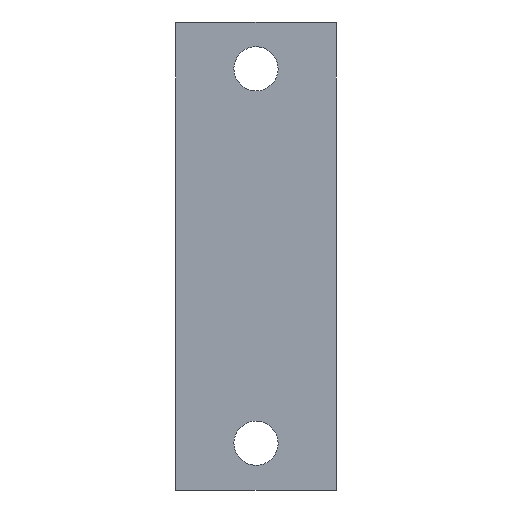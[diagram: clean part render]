
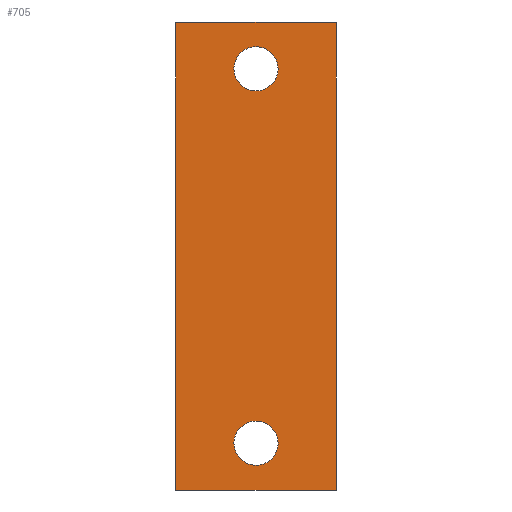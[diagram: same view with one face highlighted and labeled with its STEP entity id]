
A CAD part, front view. The second image highlights one B-rep face of the part: STEP entity #705.
In plain terms, the highlighted free-form (B-spline) face has degree [1, 1] with [2, 2] control points.
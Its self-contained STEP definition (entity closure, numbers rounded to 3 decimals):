
#378 = VERTEX_POINT('',#379);
#379 = CARTESIAN_POINT('',(0.,0.,-32.559));
#386 = VERTEX_POINT('',#387);
#387 = CARTESIAN_POINT('',(0.,0.,-41.259));
#392 = EDGE_CURVE('',#386,#378,#393,.T.);
#393 = ( BOUNDED_CURVE() B_SPLINE_CURVE(2,(#394,#395,#396,#397,#398),
.UNSPECIFIED.,.F.,.F.) B_SPLINE_CURVE_WITH_KNOTS((3,2,3),(3.142,
4.712,6.283),.PIECEWISE_BEZIER_KNOTS.) CURVE() 
GEOMETRIC_REPRESENTATION_ITEM() RATIONAL_B_SPLINE_CURVE((1.,
0.707,1.,0.707,1.)) REPRESENTATION_ITEM('') );
#394 = CARTESIAN_POINT('',(0.,0.,-41.259));
#395 = CARTESIAN_POINT('',(-4.35,0.,-41.259));
#396 = CARTESIAN_POINT('',(-4.35,0.,-36.909));
#397 = CARTESIAN_POINT('',(-4.35,0.,-32.559));
#398 = CARTESIAN_POINT('',(0.,0.,-32.559));
#415 = VERTEX_POINT('',#416);
#416 = CARTESIAN_POINT('',(0.,0.,41.259));
#423 = VERTEX_POINT('',#424);
#424 = CARTESIAN_POINT('',(0.,0.,32.559));
#429 = EDGE_CURVE('',#423,#415,#430,.T.);
#430 = ( BOUNDED_CURVE() B_SPLINE_CURVE(2,(#431,#432,#433,#434,#435),
.UNSPECIFIED.,.F.,.F.) B_SPLINE_CURVE_WITH_KNOTS((3,2,3),(3.142,
4.712,6.283),.PIECEWISE_BEZIER_KNOTS.) CURVE() 
GEOMETRIC_REPRESENTATION_ITEM() RATIONAL_B_SPLINE_CURVE((1.,
0.707,1.,0.707,1.)) REPRESENTATION_ITEM('') );
#431 = CARTESIAN_POINT('',(0.,0.,32.559));
#432 = CARTESIAN_POINT('',(-4.35,0.,32.559));
#433 = CARTESIAN_POINT('',(-4.35,0.,36.909));
#434 = CARTESIAN_POINT('',(-4.35,0.,41.259));
#435 = CARTESIAN_POINT('',(0.,0.,41.259));
#676 = VERTEX_POINT('',#677);
#677 = CARTESIAN_POINT('',(15.818,0.,46.136));
#690 = VERTEX_POINT('',#691);
#691 = CARTESIAN_POINT('',(-15.818,0.,46.136));
#696 = EDGE_CURVE('',#676,#690,#697,.T.);
#697 = B_SPLINE_CURVE_WITH_KNOTS('',1,(#698,#699),.UNSPECIFIED.,.F.,.F.,
  (2,2),(-0.,24.),.PIECEWISE_BEZIER_KNOTS.);
#698 = CARTESIAN_POINT('',(15.818,0.,46.136));
#699 = CARTESIAN_POINT('',(-15.818,0.,46.136));
#705 = ADVANCED_FACE('',(#706,#717,#728),#750,.F.);
#706 = FACE_BOUND('',#707,.T.);
#707 = EDGE_LOOP('',(#708,#716));
#708 = ORIENTED_EDGE('',*,*,#709,.T.);
#709 = EDGE_CURVE('',#378,#386,#710,.T.);
#710 = ( BOUNDED_CURVE() B_SPLINE_CURVE(2,(#711,#712,#713,#714,#715),
.UNSPECIFIED.,.F.,.F.) B_SPLINE_CURVE_WITH_KNOTS((3,2,3),(0.,
1.571,3.142),.PIECEWISE_BEZIER_KNOTS.) CURVE() 
GEOMETRIC_REPRESENTATION_ITEM() RATIONAL_B_SPLINE_CURVE((1.,
0.707,1.,0.707,1.)) REPRESENTATION_ITEM('') );
#711 = CARTESIAN_POINT('',(0.,0.,-32.559));
#712 = CARTESIAN_POINT('',(4.35,0.,-32.559));
#713 = CARTESIAN_POINT('',(4.35,0.,-36.909));
#714 = CARTESIAN_POINT('',(4.35,0.,-41.259));
#715 = CARTESIAN_POINT('',(0.,0.,-41.259));
#716 = ORIENTED_EDGE('',*,*,#392,.T.);
#717 = FACE_BOUND('',#718,.T.);
#718 = EDGE_LOOP('',(#719,#727));
#719 = ORIENTED_EDGE('',*,*,#720,.T.);
#720 = EDGE_CURVE('',#415,#423,#721,.T.);
#721 = ( BOUNDED_CURVE() B_SPLINE_CURVE(2,(#722,#723,#724,#725,#726),
.UNSPECIFIED.,.F.,.F.) B_SPLINE_CURVE_WITH_KNOTS((3,2,3),(0.,
1.571,3.142),.PIECEWISE_BEZIER_KNOTS.) CURVE() 
GEOMETRIC_REPRESENTATION_ITEM() RATIONAL_B_SPLINE_CURVE((1.,
0.707,1.,0.707,1.)) REPRESENTATION_ITEM('') );
#722 = CARTESIAN_POINT('',(0.,0.,41.259));
#723 = CARTESIAN_POINT('',(4.35,0.,41.259));
#724 = CARTESIAN_POINT('',(4.35,0.,36.909));
#725 = CARTESIAN_POINT('',(4.35,0.,32.559));
#726 = CARTESIAN_POINT('',(0.,0.,32.559));
#727 = ORIENTED_EDGE('',*,*,#429,.T.);
#728 = FACE_BOUND('',#729,.T.);
#729 = EDGE_LOOP('',(#730,#737,#744,#749));
#730 = ORIENTED_EDGE('',*,*,#731,.T.);
#731 = EDGE_CURVE('',#690,#732,#734,.T.);
#732 = VERTEX_POINT('',#733);
#733 = CARTESIAN_POINT('',(-15.818,0.,-46.136));
#734 = B_SPLINE_CURVE_WITH_KNOTS('',1,(#735,#736),.UNSPECIFIED.,.F.,.F.,
  (2,2),(0.,70.),.PIECEWISE_BEZIER_KNOTS.);
#735 = CARTESIAN_POINT('',(-15.818,0.,46.136));
#736 = CARTESIAN_POINT('',(-15.818,0.,-46.136));
#737 = ORIENTED_EDGE('',*,*,#738,.F.);
#738 = EDGE_CURVE('',#739,#732,#741,.T.);
#739 = VERTEX_POINT('',#740);
#740 = CARTESIAN_POINT('',(15.818,0.,-46.136));
#741 = B_SPLINE_CURVE_WITH_KNOTS('',1,(#742,#743),.UNSPECIFIED.,.F.,.F.,
  (2,2),(-0.,24.),.PIECEWISE_BEZIER_KNOTS.);
#742 = CARTESIAN_POINT('',(15.818,0.,-46.136));
#743 = CARTESIAN_POINT('',(-15.818,0.,-46.136));
#744 = ORIENTED_EDGE('',*,*,#745,.F.);
#745 = EDGE_CURVE('',#676,#739,#746,.T.);
#746 = B_SPLINE_CURVE_WITH_KNOTS('',1,(#747,#748),.UNSPECIFIED.,.F.,.F.,
  (2,2),(0.,70.),.PIECEWISE_BEZIER_KNOTS.);
#747 = CARTESIAN_POINT('',(15.818,0.,46.136));
#748 = CARTESIAN_POINT('',(15.818,0.,-46.136));
#749 = ORIENTED_EDGE('',*,*,#696,.T.);
#750 = B_SPLINE_SURFACE_WITH_KNOTS('',1,1,(
    (#751,#752)
    ,(#753,#754
    )),.UNSPECIFIED.,.F.,.F.,.F.,(2,2),(2,2),(-70.,0.),(-24.,0.),
  .PIECEWISE_BEZIER_KNOTS.);
#751 = CARTESIAN_POINT('',(-15.818,0.,-46.136));
#752 = CARTESIAN_POINT('',(15.818,0.,-46.136));
#753 = CARTESIAN_POINT('',(-15.818,0.,46.136));
#754 = CARTESIAN_POINT('',(15.818,0.,46.136));
